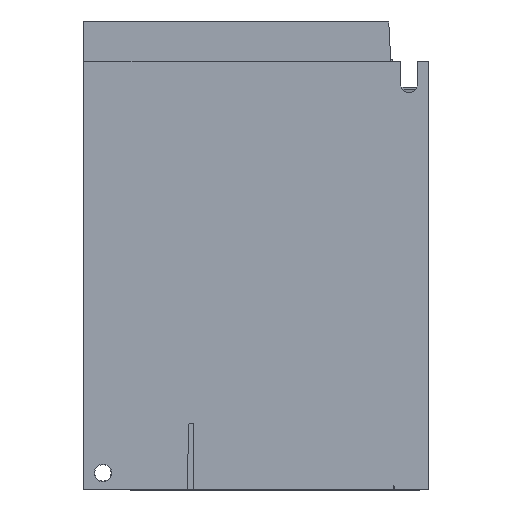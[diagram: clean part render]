
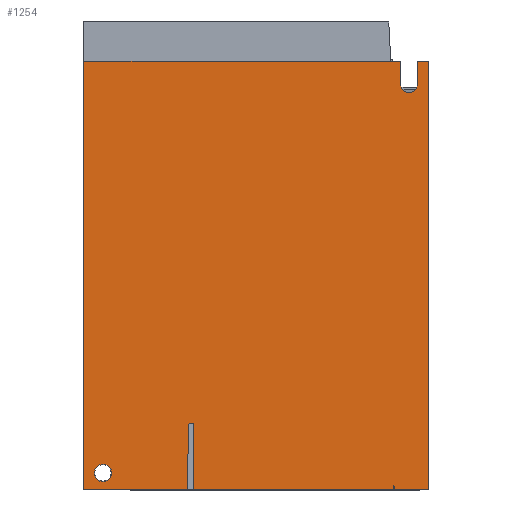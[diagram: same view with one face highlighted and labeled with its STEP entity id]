
A CAD part, front view. The second image highlights one B-rep face of the part: STEP entity #1254.
In plain terms, the highlighted planar face has unit normal (0, -1, 0).
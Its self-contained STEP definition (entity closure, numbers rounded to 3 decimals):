
#1254=ADVANCED_FACE('',(#4511,#4512),#4513,.T.);
#4511=FACE_OUTER_BOUND('',#9432,.T.);
#4512=FACE_BOUND('',#9433,.T.);
#4513=PLANE('',#9434);
#9432=EDGE_LOOP('',(#20808,#20809,#20810,#20811,#20812,#20813,#20814,#20815,#20816,#20817,#20818,#20819,#20820,#20821,#20822,#20823,#20824,#20825,#20826,#20827));
#9433=EDGE_LOOP('',(#20828,#20829));
#9434=AXIS2_PLACEMENT_3D('',#20830,#20831,#20832);
#20808=ORIENTED_EDGE('',*,*,#32031,.T.);
#20809=ORIENTED_EDGE('',*,*,#31860,.T.);
#20810=ORIENTED_EDGE('',*,*,#31857,.T.);
#20811=ORIENTED_EDGE('',*,*,#31855,.T.);
#20812=ORIENTED_EDGE('',*,*,#31853,.T.);
#20813=ORIENTED_EDGE('',*,*,#31851,.F.);
#20814=ORIENTED_EDGE('',*,*,#31848,.T.);
#20815=ORIENTED_EDGE('',*,*,#31844,.T.);
#20816=ORIENTED_EDGE('',*,*,#31983,.T.);
#20817=ORIENTED_EDGE('',*,*,#32032,.T.);
#20818=ORIENTED_EDGE('',*,*,#31984,.F.);
#20819=ORIENTED_EDGE('',*,*,#31842,.T.);
#20820=ORIENTED_EDGE('',*,*,#31839,.F.);
#20821=ORIENTED_EDGE('',*,*,#32024,.F.);
#20822=ORIENTED_EDGE('',*,*,#32033,.F.);
#20823=ORIENTED_EDGE('',*,*,#32025,.T.);
#20824=ORIENTED_EDGE('',*,*,#31836,.T.);
#20825=ORIENTED_EDGE('',*,*,#31834,.F.);
#20826=ORIENTED_EDGE('',*,*,#31829,.F.);
#20827=ORIENTED_EDGE('',*,*,#32034,.T.);
#20828=ORIENTED_EDGE('',*,*,#31828,.T.);
#20829=ORIENTED_EDGE('',*,*,#31826,.T.);
#20830=CARTESIAN_POINT('',(-52.5,0.0,0.0));
#20831=DIRECTION('',(0.0,-1.0,0.0));
#20832=DIRECTION('',(0.0,0.0,-1.0));
#31826=EDGE_CURVE('',#39141,#39145,#39147,.T.);
#31828=EDGE_CURVE('',#39145,#39141,#39149,.T.);
#31829=EDGE_CURVE('',#39150,#39151,#39152,.T.);
#31834=EDGE_CURVE('',#39151,#39160,#39161,.T.);
#31836=EDGE_CURVE('',#39163,#39160,#39164,.T.);
#31839=EDGE_CURVE('',#39168,#39169,#39170,.T.);
#31842=EDGE_CURVE('',#39173,#39169,#39174,.T.);
#31844=EDGE_CURVE('',#39176,#39177,#39178,.T.);
#31848=EDGE_CURVE('',#39183,#39176,#39184,.T.);
#31851=EDGE_CURVE('',#39183,#39187,#39188,.T.);
#31853=EDGE_CURVE('',#39190,#39187,#39191,.T.);
#31855=EDGE_CURVE('',#39193,#39190,#39194,.T.);
#31857=EDGE_CURVE('',#39196,#39193,#39197,.T.);
#31860=EDGE_CURVE('',#39201,#39196,#39202,.T.);
#31983=EDGE_CURVE('',#39177,#39384,#39386,.T.);
#31984=EDGE_CURVE('',#39173,#39387,#39388,.T.);
#32024=EDGE_CURVE('',#39444,#39168,#39446,.T.);
#32025=EDGE_CURVE('',#39447,#39163,#39448,.T.);
#32031=EDGE_CURVE('',#39456,#39201,#39457,.T.);
#32032=EDGE_CURVE('',#39384,#39387,#39458,.T.);
#32033=EDGE_CURVE('',#39447,#39444,#39459,.T.);
#32034=EDGE_CURVE('',#39150,#39456,#39460,.T.);
#39141=VERTEX_POINT('',#51181);
#39145=VERTEX_POINT('',#51186);
#39147=CIRCLE('',#51189,2.64);
#39149=CIRCLE('',#51191,2.64);
#39150=VERTEX_POINT('',#51192);
#39151=VERTEX_POINT('',#51193);
#39152=B_SPLINE_CURVE_WITH_KNOTS('',3,(#51194,#51195,#51196,#51197),.UNSPECIFIED.,.F.,.F.,(4,4),(0.0,1.0),.UNSPECIFIED.);
#39160=VERTEX_POINT('',#51209);
#39161=LINE('',#51210,#51211);
#39163=VERTEX_POINT('',#51214);
#39164=LINE('',#51215,#51216);
#39168=VERTEX_POINT('',#51222);
#39169=VERTEX_POINT('',#51223);
#39170=LINE('',#51224,#51225);
#39173=VERTEX_POINT('',#51230);
#39174=CIRCLE('',#51231,0.5);
#39176=VERTEX_POINT('',#51234);
#39177=VERTEX_POINT('',#51235);
#39178=CIRCLE('',#51236,0.5);
#39183=VERTEX_POINT('',#51249);
#39184=LINE('',#51250,#51251);
#39187=VERTEX_POINT('',#51256);
#39188=LINE('',#51257,#51258);
#39190=VERTEX_POINT('',#51261);
#39191=CIRCLE('',#51262,2.5);
#39193=VERTEX_POINT('',#51265);
#39194=LINE('',#51266,#51267);
#39196=VERTEX_POINT('',#51270);
#39197=LINE('',#51271,#51272);
#39201=VERTEX_POINT('',#51278);
#39202=LINE('',#51279,#51280);
#39384=VERTEX_POINT('',#51558);
#39386=LINE('',#51561,#51562);
#39387=VERTEX_POINT('',#51563);
#39388=LINE('',#51564,#51565);
#39444=VERTEX_POINT('',#51659);
#39446=LINE('',#51662,#51663);
#39447=VERTEX_POINT('',#51664);
#39448=LINE('',#51665,#51666);
#39456=VERTEX_POINT('',#51679);
#39457=CIRCLE('',#51680,0.5);
#39458=LINE('',#51681,#51682);
#39459=LINE('',#51683,#51684);
#39460=LINE('',#51685,#51686);
#51181=CARTESIAN_POINT('',(-49.14,0.,5.0));
#51186=CARTESIAN_POINT('',(-43.86,0.,5.0));
#51189=AXIS2_PLACEMENT_3D('',#62310,#62311,#62312);
#51191=AXIS2_PLACEMENT_3D('',#62316,#62317,#62318);
#51192=CARTESIAN_POINT('',(42.998,0.0,0.002));
#51193=CARTESIAN_POINT('',(42.139,0.0,0.003));
#51194=CARTESIAN_POINT('',(42.998,0.0,0.002));
#51195=CARTESIAN_POINT('',(42.712,0.0,0.002));
#51196=CARTESIAN_POINT('',(42.425,0.0,0.003));
#51197=CARTESIAN_POINT('',(42.139,0.0,0.003));
#51209=CARTESIAN_POINT('',(42.139,0.0,0.861));
#51210=CARTESIAN_POINT('',(42.139,0.0,0.003));
#51211=VECTOR('',#62323,0.858);
#51214=CARTESIAN_POINT('',(41.732,0.0,1.268));
#51215=CARTESIAN_POINT('',(41.732,0.0,1.268));
#51216=VECTOR('',#62325,0.575);
#51222=CARTESIAN_POINT('',(-18.982,0.0,20.0));
#51223=CARTESIAN_POINT('',(-20.009,0.0,20.0));
#51224=CARTESIAN_POINT('',(-18.982,0.0,20.0));
#51225=VECTOR('',#62328,1.027);
#51230=CARTESIAN_POINT('',(-20.509,0.0,19.509));
#51231=AXIS2_PLACEMENT_3D('',#62331,#62332,#62333);
#51234=CARTESIAN_POINT('',(-52.0,0.0,130.0));
#51235=CARTESIAN_POINT('',(-52.5,0.0,129.5));
#51236=AXIS2_PLACEMENT_3D('',#62335,#62336,#62337);
#51249=CARTESIAN_POINT('',(44.0,0.0,130.0));
#51250=CARTESIAN_POINT('',(44.0,0.0,130.0));
#51251=VECTOR('',#62340,96.0);
#51256=CARTESIAN_POINT('',(44.0,0.0,123.0));
#51257=CARTESIAN_POINT('',(44.0,0.0,130.0));
#51258=VECTOR('',#62343,7.0);
#51261=CARTESIAN_POINT('',(49.0,0.0,123.0));
#51262=AXIS2_PLACEMENT_3D('',#62345,#62346,#62347);
#51265=CARTESIAN_POINT('',(49.0,0.0,130.0));
#51266=CARTESIAN_POINT('',(49.0,0.0,130.0));
#51267=VECTOR('',#62349,7.0);
#51270=CARTESIAN_POINT('',(52.5,0.0,130.0));
#51271=CARTESIAN_POINT('',(52.5,0.0,130.0));
#51272=VECTOR('',#62351,3.5);
#51278=CARTESIAN_POINT('',(52.5,0.0,0.5));
#51279=CARTESIAN_POINT('',(52.5,0.0,0.5));
#51280=VECTOR('',#62354,129.5);
#51558=CARTESIAN_POINT('',(-52.5,0.0,0.0));
#51561=CARTESIAN_POINT('',(-52.5,0.0,129.5));
#51562=VECTOR('',#62527,129.5);
#51563=CARTESIAN_POINT('',(-20.849,0.0,0.0));
#51564=CARTESIAN_POINT('',(-20.509,0.0,19.509));
#51565=VECTOR('',#62528,19.512);
#51659=CARTESIAN_POINT('',(-18.982,0.0,0.0));
#51662=CARTESIAN_POINT('',(-18.982,0.0,0.0));
#51663=VECTOR('',#62568,20.0);
#51664=CARTESIAN_POINT('',(41.732,0.0,0.0));
#51665=CARTESIAN_POINT('',(41.732,0.0,0.0));
#51666=VECTOR('',#62569,1.268);
#51679=CARTESIAN_POINT('',(52.0,0.0,0.0));
#51680=AXIS2_PLACEMENT_3D('',#62575,#62576,#62577);
#51681=CARTESIAN_POINT('',(-52.5,0.0,0.0));
#51682=VECTOR('',#62578,31.651);
#51683=CARTESIAN_POINT('',(41.732,0.0,0.0));
#51684=VECTOR('',#62579,60.714);
#51685=CARTESIAN_POINT('',(42.998,0.0,0.002));
#51686=VECTOR('',#62580,9.002);
#62310=CARTESIAN_POINT('',(-46.5,0.,5.0));
#62311=DIRECTION('',(0.0,1.0,0.0));
#62312=DIRECTION('',(-1.0,0.0,0.0));
#62316=CARTESIAN_POINT('',(-46.5,0.,5.0));
#62317=DIRECTION('',(-0.0,1.0,0.0));
#62318=DIRECTION('',(1.0,0.0,0.0));
#62323=DIRECTION('',(0.0,0.0,1.0));
#62325=DIRECTION('',(0.707,0.0,-0.707));
#62328=DIRECTION('',(-1.0,0.0,0.0));
#62331=CARTESIAN_POINT('',(-20.009,0.0,19.5));
#62332=DIRECTION('',(0.0,1.0,0.0));
#62333=DIRECTION('',(-1.,0.0,0.017));
#62335=CARTESIAN_POINT('',(-52.0,0.0,129.5));
#62336=DIRECTION('',(0.0,-1.0,0.0));
#62337=DIRECTION('',(0.0,0.0,1.0));
#62340=DIRECTION('',(-1.0,0.0,0.0));
#62343=DIRECTION('',(0.0,0.0,-1.0));
#62345=CARTESIAN_POINT('',(46.5,0.0,123.0));
#62346=DIRECTION('',(-0.0,1.0,0.0));
#62347=DIRECTION('',(1.0,0.0,0.0));
#62349=DIRECTION('',(0.0,0.0,-1.0));
#62351=DIRECTION('',(-1.0,0.0,0.0));
#62354=DIRECTION('',(0.0,0.0,1.0));
#62527=DIRECTION('',(0.0,0.0,-1.0));
#62528=DIRECTION('',(-0.017,0.0,-1.));
#62568=DIRECTION('',(0.0,0.0,1.0));
#62569=DIRECTION('',(0.0,0.0,1.0));
#62575=CARTESIAN_POINT('',(52.0,0.0,0.5));
#62576=DIRECTION('',(0.0,-1.0,0.0));
#62577=DIRECTION('',(0.0,0.0,-1.0));
#62578=DIRECTION('',(1.0,0.0,0.0));
#62579=DIRECTION('',(-1.0,0.0,0.0));
#62580=DIRECTION('',(1.,0.0,0.));
